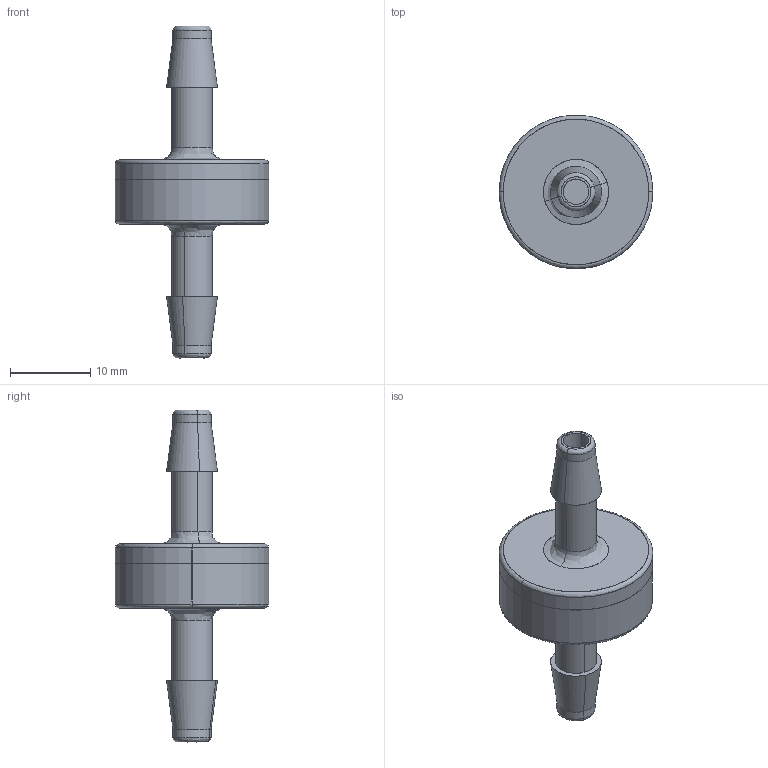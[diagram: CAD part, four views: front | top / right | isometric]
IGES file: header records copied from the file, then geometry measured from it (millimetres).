
Start section: SolidWorks IGES file using analytic representation for surfaces
Global section: file name: E-M-PP-1E1E-PE-XX.IGS; native system: SolidWorks 2016; preprocessor: SolidWorks 2016; author: wtsang; date: 160801.114219; units: millimetre
Bounding box: 19.16 x 19.16 x 41.43 mm (x, y, z)
Surface area: 3257 mm2 (no closed solid volume)
Topology: 0 solids, 0 shells, 58 faces, 944 edges, 940 vertices
Faces by surface type: revolution 32, bspline 26
